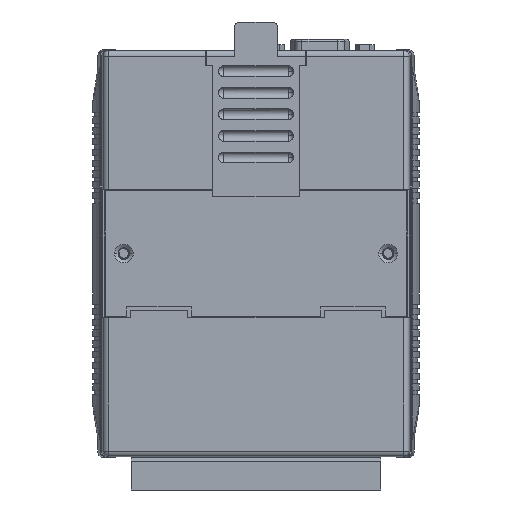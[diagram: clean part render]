
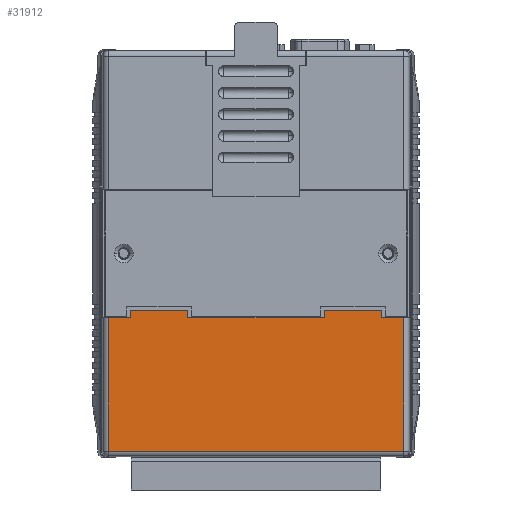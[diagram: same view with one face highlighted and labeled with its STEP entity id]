
A CAD part, front view. The second image highlights one B-rep face of the part: STEP entity #31912.
In plain terms, the highlighted face is planar.
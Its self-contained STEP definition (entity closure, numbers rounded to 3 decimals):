
#2016 = VECTOR ( 'NONE', #35213, 1000. ) ;
#3646 = EDGE_CURVE ( 'NONE', #21340, #50598, #105410, .T. ) ;
#4629 = CARTESIAN_POINT ( 'NONE',  ( 35., 15.8, -27.75 ) ) ;
#6983 = DIRECTION ( 'NONE',  ( 0., 0., -1. ) ) ;
#7146 = VERTEX_POINT ( 'NONE', #22402 ) ;
#8133 = VECTOR ( 'NONE', #19778, 1000. ) ;
#9111 = CARTESIAN_POINT ( 'NONE',  ( 19., 17.8, -27.75 ) ) ;
#11377 = EDGE_CURVE ( 'NONE', #113066, #44828, #117801, .T. ) ;
#11610 = DIRECTION ( 'NONE',  ( 1., 0., 0. ) ) ;
#11685 = CARTESIAN_POINT ( 'NONE',  ( -17., 15.8, -27.75 ) ) ;
#11712 = DIRECTION ( 'NONE',  ( 0., -1., 0. ) ) ;
#14712 = EDGE_CURVE ( 'NONE', #25430, #122117, #30325, .T. ) ;
#14988 = VECTOR ( 'NONE', #105939, 1000. ) ;
#15204 = AXIS2_PLACEMENT_3D ( 'NONE', #62194, #6983, #53521 ) ;
#15387 = LINE ( 'NONE', #53225, #2016 ) ;
#16467 = CARTESIAN_POINT ( 'NONE',  ( -19., 17.8, -27.75 ) ) ;
#18463 = VECTOR ( 'NONE', #110518, 1000. ) ;
#19256 = CARTESIAN_POINT ( 'NONE',  ( -35., 17.8, -27.75 ) ) ;
#19778 = DIRECTION ( 'NONE',  ( -1., 0., 0. ) ) ;
#21340 = VERTEX_POINT ( 'NONE', #81769 ) ;
#21619 = CARTESIAN_POINT ( 'NONE',  ( 35., 17.8, -27.75 ) ) ;
#22402 = CARTESIAN_POINT ( 'NONE',  ( 19., 15.8, -27.75 ) ) ;
#22934 = CARTESIAN_POINT ( 'NONE',  ( -35., 15.8, -27.75 ) ) ;
#23322 = ORIENTED_EDGE ( 'NONE', *, *, #97013, .T. ) ;
#24800 = CARTESIAN_POINT ( 'NONE',  ( -41.082, 17.8, -27.75 ) ) ;
#25430 = VERTEX_POINT ( 'NONE', #97341 ) ;
#27167 = ORIENTED_EDGE ( 'NONE', *, *, #14712, .F. ) ;
#29860 = ORIENTED_EDGE ( 'NONE', *, *, #71986, .T. ) ;
#30325 = LINE ( 'NONE', #107768, #14988 ) ;
#30820 = EDGE_CURVE ( 'NONE', #120209, #47146, #81396, .T. ) ;
#31912 = ADVANCED_FACE ( 'NONE', ( #42978 ), #80813, .T. ) ;
#34006 = EDGE_LOOP ( 'NONE', ( #106526, #29860, #27167, #44574, #75912, #69073, #35957, #86646, #23322, #64560, #44938, #69423 ) ) ;
#35213 = DIRECTION ( 'NONE',  ( 1., 0., 0. ) ) ;
#35957 = ORIENTED_EDGE ( 'NONE', *, *, #11377, .F. ) ;
#37618 = EDGE_CURVE ( 'NONE', #63113, #21340, #15387, .T. ) ;
#38457 = VECTOR ( 'NONE', #63648, 1000. ) ;
#39521 = LINE ( 'NONE', #77348, #69686 ) ;
#42978 = FACE_OUTER_BOUND ( 'NONE', #34006, .T. ) ;
#44574 = ORIENTED_EDGE ( 'NONE', *, *, #45598, .T. ) ;
#44828 = VERTEX_POINT ( 'NONE', #9111 ) ;
#44938 = ORIENTED_EDGE ( 'NONE', *, *, #37618, .F. ) ;
#45434 = CARTESIAN_POINT ( 'NONE',  ( 41.082, 17.8, -27.75 ) ) ;
#45598 = EDGE_CURVE ( 'NONE', #25430, #96004, #73924, .T. ) ;
#47146 = VERTEX_POINT ( 'NONE', #80659 ) ;
#50598 = VERTEX_POINT ( 'NONE', #22934 ) ;
#52072 = DIRECTION ( 'NONE',  ( 1., 0., 0. ) ) ;
#52682 = CARTESIAN_POINT ( 'NONE',  ( -43.531, 17.8, -27.75 ) ) ;
#53225 = CARTESIAN_POINT ( 'NONE',  ( -43.531, 17.8, -27.75 ) ) ;
#53499 = DIRECTION ( 'NONE',  ( 1., 0., 0. ) ) ;
#53521 = DIRECTION ( 'NONE',  ( -1., 0., 0. ) ) ;
#54948 = LINE ( 'NONE', #92770, #38457 ) ;
#56315 = EDGE_CURVE ( 'NONE', #7146, #96004, #39521, .T. ) ;
#58071 = CARTESIAN_POINT ( 'NONE',  ( -41.082, 55.01, -27.75 ) ) ;
#60175 = VECTOR ( 'NONE', #11712, 1000. ) ;
#60476 = VECTOR ( 'NONE', #113498, 1000. ) ;
#62160 = CARTESIAN_POINT ( 'NONE',  ( -19., 17.8, -27.75 ) ) ;
#62194 = CARTESIAN_POINT ( 'NONE',  ( 42.88, -54.63, -27.75 ) ) ;
#63113 = VERTEX_POINT ( 'NONE', #24800 ) ;
#63648 = DIRECTION ( 'NONE',  ( 0., 1., 0. ) ) ;
#64337 = VERTEX_POINT ( 'NONE', #91027 ) ;
#64560 = ORIENTED_EDGE ( 'NONE', *, *, #3646, .F. ) ;
#65457 = LINE ( 'NONE', #66676, #114947 ) ;
#66588 = VECTOR ( 'NONE', #119835, 1000. ) ;
#66676 = CARTESIAN_POINT ( 'NONE',  ( 19., 17.8, -27.75 ) ) ;
#67513 = LINE ( 'NONE', #11685, #8133 ) ;
#69073 = ORIENTED_EDGE ( 'NONE', *, *, #113227, .F. ) ;
#69423 = ORIENTED_EDGE ( 'NONE', *, *, #102762, .T. ) ;
#69686 = VECTOR ( 'NONE', #11610, 1000. ) ;
#71986 = EDGE_CURVE ( 'NONE', #47146, #122117, #119233, .T. ) ;
#73924 = LINE ( 'NONE', #21619, #60175 ) ;
#75912 = ORIENTED_EDGE ( 'NONE', *, *, #56315, .F. ) ;
#77348 = CARTESIAN_POINT ( 'NONE',  ( 17., 15.8, -27.75 ) ) ;
#80659 = CARTESIAN_POINT ( 'NONE',  ( 41.082, 55.01, -27.75 ) ) ;
#80813 = PLANE ( 'NONE',  #15204 ) ;
#81396 = LINE ( 'NONE', #122146, #118477 ) ;
#81769 = CARTESIAN_POINT ( 'NONE',  ( -35., 17.8, -27.75 ) ) ;
#86646 = ORIENTED_EDGE ( 'NONE', *, *, #115720, .T. ) ;
#90059 = LINE ( 'NONE', #62160, #18463 ) ;
#91027 = CARTESIAN_POINT ( 'NONE',  ( -19., 15.8, -27.75 ) ) ;
#92770 = CARTESIAN_POINT ( 'NONE',  ( -41.082, -54.63, -27.75 ) ) ;
#96004 = VERTEX_POINT ( 'NONE', #4629 ) ;
#97013 = EDGE_CURVE ( 'NONE', #64337, #50598, #67513, .T. ) ;
#97341 = CARTESIAN_POINT ( 'NONE',  ( 35., 17.8, -27.75 ) ) ;
#98632 = CARTESIAN_POINT ( 'NONE',  ( 41.082, 17.8, -27.75 ) ) ;
#102762 = EDGE_CURVE ( 'NONE', #63113, #120209, #54948, .T. ) ;
#105410 = LINE ( 'NONE', #19256, #60476 ) ;
#105939 = DIRECTION ( 'NONE',  ( 1., 0., 0. ) ) ;
#106526 = ORIENTED_EDGE ( 'NONE', *, *, #30820, .T. ) ;
#107768 = CARTESIAN_POINT ( 'NONE',  ( -43.531, 17.8, -27.75 ) ) ;
#110518 = DIRECTION ( 'NONE',  ( 0., -1., 0. ) ) ;
#113066 = VERTEX_POINT ( 'NONE', #16467 ) ;
#113227 = EDGE_CURVE ( 'NONE', #44828, #7146, #65457, .T. ) ;
#113498 = DIRECTION ( 'NONE',  ( 0., -1., 0. ) ) ;
#114947 = VECTOR ( 'NONE', #120661, 1000. ) ;
#115720 = EDGE_CURVE ( 'NONE', #113066, #64337, #90059, .T. ) ;
#117801 = LINE ( 'NONE', #52682, #120726 ) ;
#118477 = VECTOR ( 'NONE', #53499, 1000. ) ;
#119233 = LINE ( 'NONE', #45434, #66588 ) ;
#119835 = DIRECTION ( 'NONE',  ( 0., -1., 0. ) ) ;
#120209 = VERTEX_POINT ( 'NONE', #58071 ) ;
#120661 = DIRECTION ( 'NONE',  ( 0., -1., 0. ) ) ;
#120726 = VECTOR ( 'NONE', #52072, 1000. ) ;
#122117 = VERTEX_POINT ( 'NONE', #98632 ) ;
#122146 = CARTESIAN_POINT ( 'NONE',  ( 42.88, 55.01, -27.75 ) ) ;
